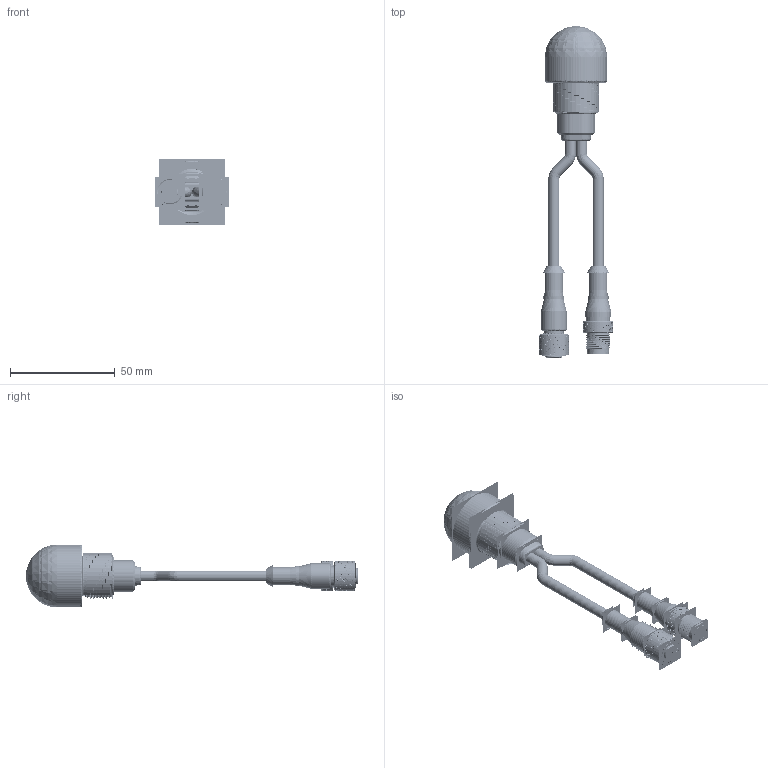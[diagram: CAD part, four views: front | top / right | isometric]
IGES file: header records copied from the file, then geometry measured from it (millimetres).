
Start section:  PTC IGES file: 216143.igs
Global section: file name: 216143.igs; native system: Creo Parametric by PTC Inc.; preprocessor: 2019292; author: PDMAdmin; organization: Unknown; date: 20200128.140040; units: millimetre
Bounding box: 35.75 x 158.68 x 31.2 mm (x, y, z)
Volume: 17786.2 mm3; surface area: 452044.9 mm2
Topology: 19 solids, 91 shells, 11916 faces, 52836 edges, 63014 vertices
Faces by surface type: bspline 8832, revolution 3084
